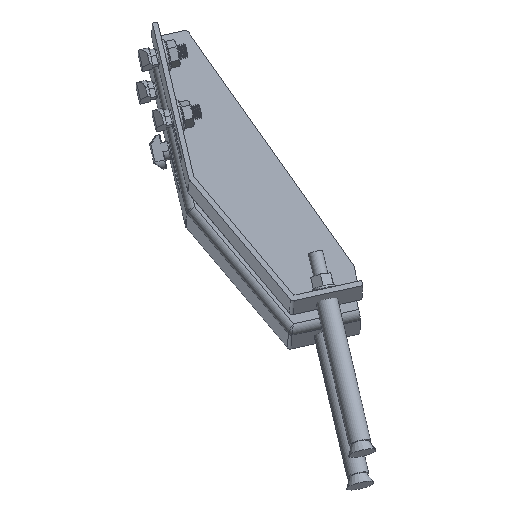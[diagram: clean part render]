
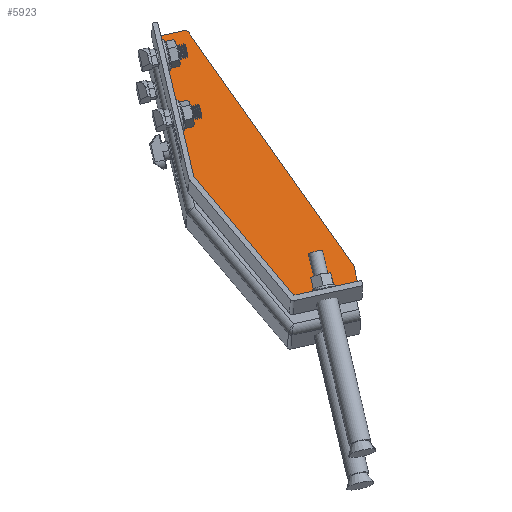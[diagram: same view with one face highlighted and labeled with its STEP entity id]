
A CAD part, top view. The second image highlights one B-rep face of the part: STEP entity #5923.
In plain terms, the highlighted face is planar.
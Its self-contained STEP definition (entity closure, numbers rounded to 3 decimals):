
#207 = EDGE_LOOP ( 'NONE', ( #6995, #6994, #6992, #6991, #6990, #6989, #6988 ) ) ;
#264 = VERTEX_POINT ( 'NONE', #1637 ) ;
#654 = EDGE_CURVE ( 'NONE', #264, #5476, #3711, .T. ) ;
#670 = EDGE_CURVE ( 'NONE', #5476, #5546, #3722, .T. ) ;
#1637 = CARTESIAN_POINT ( 'NONE',  ( 54.401, 85.44, 0. ) ) ;
#3252 = CARTESIAN_POINT ( 'NONE',  ( 40.755, -3.38, 0. ) ) ;
#3269 = CARTESIAN_POINT ( 'NONE',  ( 78.845, -79.56, 0. ) ) ;
#3270 = CARTESIAN_POINT ( 'NONE',  ( 115.755, -79.56, 0. ) ) ;
#3440 = EDGE_CURVE ( 'NONE', #4963, #4984, #3964, .T. ) ;
#3442 = EDGE_CURVE ( 'NONE', #4984, #4985, #3965, .T. ) ;
#3443 = EDGE_CURVE ( 'NONE', #5547, #4963, #3969, .T. ) ;
#3454 = EDGE_CURVE ( 'NONE', #5546, #4985, #3987, .T. ) ;
#3505 = EDGE_CURVE ( 'NONE', #264, #5547, #4014, .T. ) ;
#3711 = CIRCLE ( 'NONE', #6010, 2. ) ;
#3722 = LINE ( 'NONE', #5785, #3725 ) ;
#3725 = VECTOR ( 'NONE', #5786, 1000. ) ;
#3964 = LINE ( 'NONE', #7750, #3966 ) ;
#3965 = LINE ( 'NONE', #7754, #3970 ) ;
#3966 = VECTOR ( 'NONE', #7745, 1000. ) ;
#3969 = LINE ( 'NONE', #7761, #3972 ) ;
#3970 = VECTOR ( 'NONE', #7760, 1000. ) ;
#3972 = VECTOR ( 'NONE', #7762, 1000. ) ;
#3987 = LINE ( 'NONE', #7788, #3990 ) ;
#3990 = VECTOR ( 'NONE', #7789, 1000. ) ;
#4014 = LINE ( 'NONE', #7903, #4015 ) ;
#4015 = VECTOR ( 'NONE', #7904, 1000. ) ;
#4183 = FACE_OUTER_BOUND ( 'NONE', #207, .T. ) ;
#4963 = VERTEX_POINT ( 'NONE', #3252 ) ;
#4984 = VERTEX_POINT ( 'NONE', #3269 ) ;
#4985 = VERTEX_POINT ( 'NONE', #3270 ) ;
#5476 = VERTEX_POINT ( 'NONE', #8015 ) ;
#5546 = VERTEX_POINT ( 'NONE', #8063 ) ;
#5547 = VERTEX_POINT ( 'NONE', #8064 ) ;
#5709 = CARTESIAN_POINT ( 'NONE',  ( 54.401, 83.44, 0. ) ) ;
#5710 = DIRECTION ( 'NONE',  ( 0., 0., -1. ) ) ;
#5711 = DIRECTION ( 'NONE',  ( -1., 0., 0. ) ) ;
#5785 = CARTESIAN_POINT ( 'NONE',  ( 56.258, 84.182, 0. ) ) ;
#5786 = DIRECTION ( 'NONE',  ( 0.371, -0.928, 0. ) ) ;
#5923 = ADVANCED_FACE ( 'NONE', ( #4183 ), #8402, .F. ) ;
#6010 = AXIS2_PLACEMENT_3D ( 'NONE', #5709, #5710, #5711 ) ;
#6237 = AXIS2_PLACEMENT_3D ( 'NONE', #8399, #8404, #8405 ) ;
#6988 = ORIENTED_EDGE ( 'NONE', *, *, #3443, .T. ) ;
#6989 = ORIENTED_EDGE ( 'NONE', *, *, #3505, .T. ) ;
#6990 = ORIENTED_EDGE ( 'NONE', *, *, #654, .F. ) ;
#6991 = ORIENTED_EDGE ( 'NONE', *, *, #670, .F. ) ;
#6992 = ORIENTED_EDGE ( 'NONE', *, *, #3454, .F. ) ;
#6994 = ORIENTED_EDGE ( 'NONE', *, *, #3442, .T. ) ;
#6995 = ORIENTED_EDGE ( 'NONE', *, *, #3440, .T. ) ;
#7745 = DIRECTION ( 'NONE',  ( 0.447, -0.894, 0. ) ) ;
#7750 = CARTESIAN_POINT ( 'NONE',  ( 8.756, 60.617, 0. ) ) ;
#7754 = CARTESIAN_POINT ( 'NONE',  ( 54.401, -79.56, 0. ) ) ;
#7760 = DIRECTION ( 'NONE',  ( 1., 0., 0. ) ) ;
#7761 = CARTESIAN_POINT ( 'NONE',  ( 40.755, 83.44, 0. ) ) ;
#7762 = DIRECTION ( 'NONE',  ( 0., -1., 0. ) ) ;
#7788 = CARTESIAN_POINT ( 'NONE',  ( 115.755, -64.56, 0. ) ) ;
#7789 = DIRECTION ( 'NONE',  ( 0., -1., 0. ) ) ;
#7903 = CARTESIAN_POINT ( 'NONE',  ( 43.755, 85.44, 0. ) ) ;
#7904 = DIRECTION ( 'NONE',  ( -1., 0., 0. ) ) ;
#8015 = CARTESIAN_POINT ( 'NONE',  ( 56.258, 84.182, 0. ) ) ;
#8063 = CARTESIAN_POINT ( 'NONE',  ( 115.755, -64.56, 0. ) ) ;
#8064 = CARTESIAN_POINT ( 'NONE',  ( 40.755, 85.44, 0. ) ) ;
#8399 = CARTESIAN_POINT ( 'NONE',  ( 54.401, 83.44, 0. ) ) ;
#8402 = PLANE ( 'NONE',  #6237 ) ;
#8404 = DIRECTION ( 'NONE',  ( 0., 0., -1. ) ) ;
#8405 = DIRECTION ( 'NONE',  ( -1., 0., 0. ) ) ;
